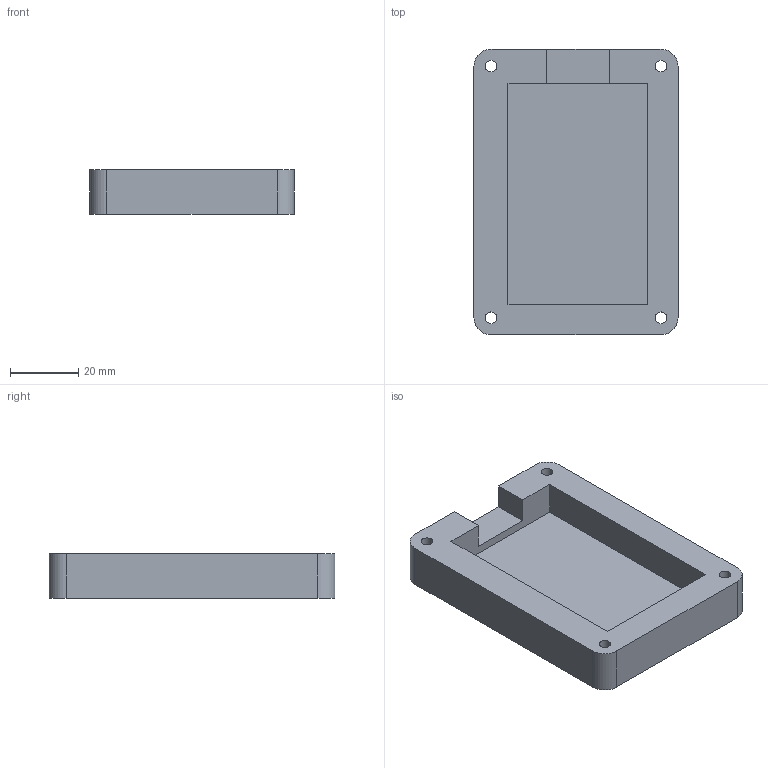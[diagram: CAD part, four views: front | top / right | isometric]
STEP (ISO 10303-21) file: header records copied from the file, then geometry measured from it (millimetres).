
FILE_DESCRIPTION(/* description */ (''),/* implementation_level */ '2;1');
FILE_NAME(/* name */ 'Keyboard-case-base.step',/* time_stamp */ '2025-11-29T18:27:35+02:00',/* author */ (''),/* organization */ (''),/* preprocessor_version */ 'ST-DEVELOPER v20.1',/* originating_system */ 'Autodesk Translation Framework v14.21.0.0',/* authorisation */ '');
FILE_SCHEMA (('AUTOMOTIVE_DESIGN { 1 0 10303 214 3 1 1 }'));
Length unit declared in the file: millimetre
Products named in the file (2): Keyboard-case-base; keyboard
Assembly tree (1 placements, depth 2):
  Keyboard-case-base
    keyboard
Bounding box: 60 x 84 x 13 mm (x, y, z)
Volume: 36493.4 mm3; surface area: 16246.1 mm2
Topology: 1 solids, 1 shells, 30 faces, 72 edges, 48 vertices
Faces by surface type: plane 18, cylinder 12
Full cylindrical faces by diameter (mm): 3.4 x4, 6 x4
Entity records: 949 total; most frequent: DIRECTION 162, CARTESIAN_POINT 153, ORIENTED_EDGE 144, EDGE_CURVE 72, AXIS2_PLACEMENT_3D 57, LINE 48, VECTOR 48, VERTEX_POINT 48
